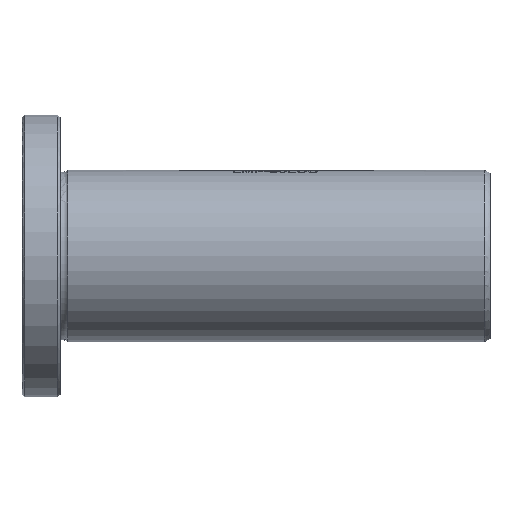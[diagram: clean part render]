
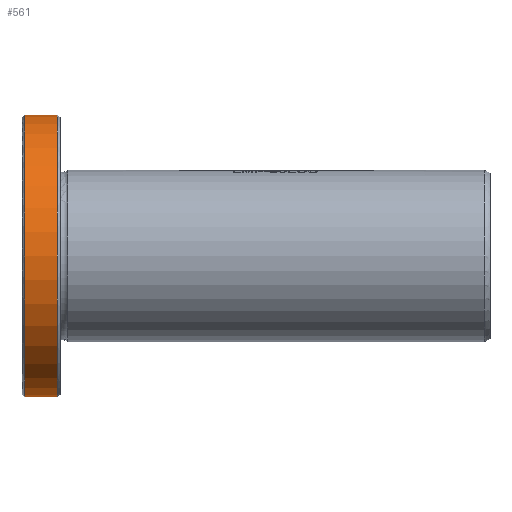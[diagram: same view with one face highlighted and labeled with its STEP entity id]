
A CAD part, front view. The second image highlights one B-rep face of the part: STEP entity #561.
In plain terms, the highlighted cylindrical face has radius 37 mm (diameter 74 mm), a full revolution.
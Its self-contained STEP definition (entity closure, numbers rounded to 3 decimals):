
#511=CYLINDRICAL_SURFACE('',#6386,37.);
#561=ADVANCED_FACE('',(#1673,#1674),#511,.T.);
#1132=CIRCLE('',#6376,37.);
#1133=CIRCLE('',#6377,37.);
#1134=CIRCLE('',#6384,37.);
#1135=CIRCLE('',#6385,37.);
#1673=FACE_BOUND('',#1784,.T.);
#1674=FACE_BOUND('',#1785,.T.);
#1784=EDGE_LOOP('',(#2446,#2447));
#1785=EDGE_LOOP('',(#2448,#2449));
#2446=ORIENTED_EDGE('',*,*,#4750,.T.);
#2447=ORIENTED_EDGE('',*,*,#4751,.T.);
#2448=ORIENTED_EDGE('',*,*,#4760,.F.);
#2449=ORIENTED_EDGE('',*,*,#4761,.F.);
#4150=VERTEX_POINT('',#9641);
#4151=VERTEX_POINT('',#9642);
#4160=VERTEX_POINT('',#9739);
#4161=VERTEX_POINT('',#9740);
#4750=EDGE_CURVE('',#4150,#4151,#1132,.T.);
#4751=EDGE_CURVE('',#4151,#4150,#1133,.T.);
#4760=EDGE_CURVE('',#4160,#4161,#1134,.T.);
#4761=EDGE_CURVE('',#4161,#4160,#1135,.T.);
#6376=AXIS2_PLACEMENT_3D('',#9640,#6885,#6886);
#6377=AXIS2_PLACEMENT_3D('',#9643,#6887,#6888);
#6384=AXIS2_PLACEMENT_3D('',#9738,#6901,#6902);
#6385=AXIS2_PLACEMENT_3D('',#9741,#6903,#6904);
#6386=AXIS2_PLACEMENT_3D('',#9742,#6905,#6906);
#6885=DIRECTION('',(1.,0.,0.));
#6886=DIRECTION('',(0.,0.,-1.));
#6887=DIRECTION('',(1.,0.,0.));
#6888=DIRECTION('',(0.,0.,-1.));
#6901=DIRECTION('',(1.,0.,0.));
#6902=DIRECTION('',(0.,0.,1.));
#6903=DIRECTION('',(1.,0.,0.));
#6904=DIRECTION('',(0.,0.,1.));
#6905=DIRECTION('',(1.,0.,0.));
#6906=DIRECTION('',(0.,0.,-1.));
#9640=CARTESIAN_POINT('',(0.7,0.,0.));
#9641=CARTESIAN_POINT('',(0.7,0.,-37.));
#9642=CARTESIAN_POINT('',(0.7,0.,37.));
#9643=CARTESIAN_POINT('',(0.7,0.,0.));
#9738=CARTESIAN_POINT('',(9.3,0.,0.));
#9739=CARTESIAN_POINT('',(9.3,0.,37.));
#9740=CARTESIAN_POINT('',(9.3,0.,-37.));
#9741=CARTESIAN_POINT('',(9.3,0.,0.));
#9742=CARTESIAN_POINT('',(0.7,0.,0.));
